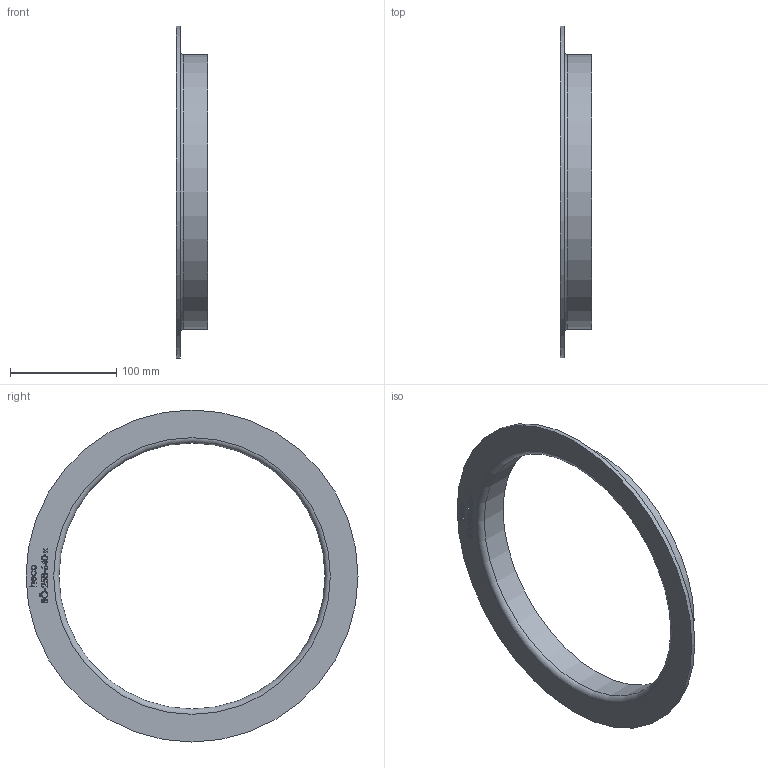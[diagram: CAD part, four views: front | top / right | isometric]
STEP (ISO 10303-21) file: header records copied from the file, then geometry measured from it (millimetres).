
FILE_DESCRIPTION (( 'STEP AP214' ), '1' );
FILE_NAME ('BÖ-258-640-x Vorschweissbördel 2010.STEP', '2020-10-16T09:57:00', ( '' ), ( '' ), 'SwSTEP 2.0', 'SolidWorks 2019', '' );
FILE_SCHEMA (( 'AUTOMOTIVE_DESIGN' ));
Length unit declared in the file: millimetre
Products named in the file (1): BÖ-258-640-x Vorschweissbördel 2010
Bounding box: 30 x 312 x 312 mm (x, y, z)
Volume: 189737.4 mm3; surface area: 100716.6 mm2
Topology: 1 solids, 1 shells, 219 faces, 563 edges, 375 vertices
Faces by surface type: bspline 109, plane 105, cylinder 3, torus 2
Full cylindrical faces by diameter (mm): 250 x1, 258 x1, 312 x1
Entity records: 14846 total; most frequent: CARTESIAN_POINT 8028, ORIENTED_EDGE 1114, DIRECTION 569, EDGE_CURVE 557, VERTEX_POINT 374, VECTOR 331, LINE 331, EDGE_LOOP 255
